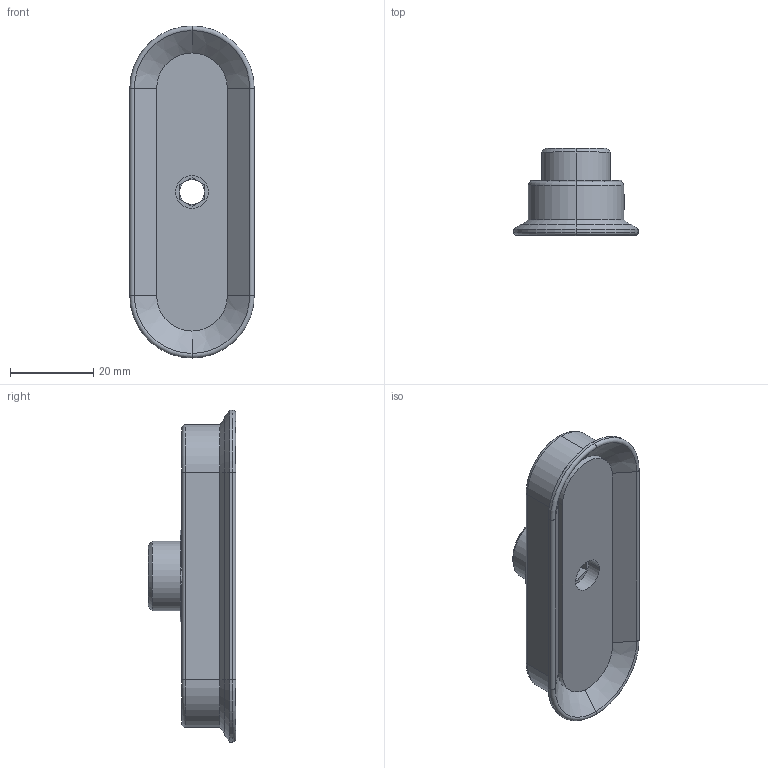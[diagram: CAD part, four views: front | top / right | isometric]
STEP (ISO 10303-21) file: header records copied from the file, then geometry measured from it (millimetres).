
FILE_DESCRIPTION(('STEP AP214'),'1');
FILE_NAME('COVAL_COFC3080M38G.stp','2017-12-27T16:16:31',('TraceParts'),('TraceParts S.A.'),'Spatial InterOp 3D',' ',' ');
FILE_SCHEMA(('automotive_design'));
Length unit declared in the file: millimetre
Products named in the file (1): COVAL_COFC3080M38G
Bounding box: 30 x 21 x 80 mm (x, y, z)
Volume: 17782.8 mm3; surface area: 7578 mm2
Topology: 1 solids, 1 shells, 133 faces, 309 edges, 188 vertices
Faces by surface type: plane 66, cylinder 24, cone 18, bspline 17, torus 8
Entity records: 6697 total; most frequent: CARTESIAN_POINT 2662, ORIENTED_EDGE 618, DIRECTION 583, EDGE_CURVE 309, AXIS2_PLACEMENT_3D 195, LINE 193, VECTOR 193, VERTEX_POINT 188
